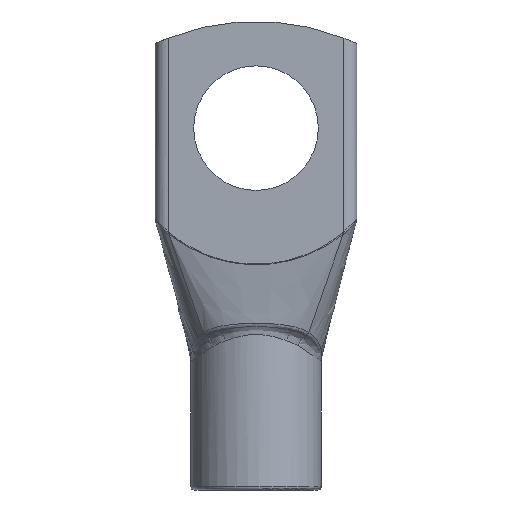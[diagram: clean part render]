
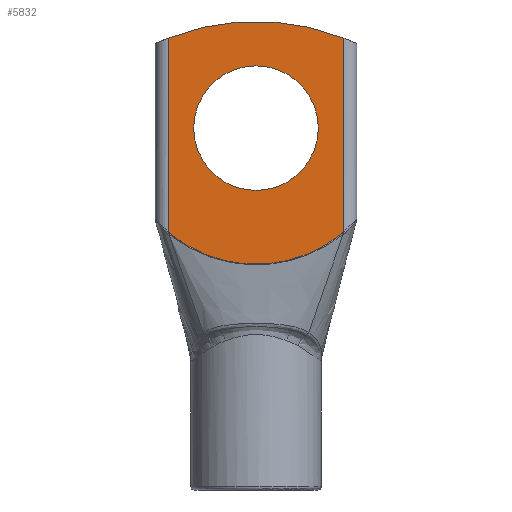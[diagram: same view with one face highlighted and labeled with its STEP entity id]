
A CAD part, front view. The second image highlights one B-rep face of the part: STEP entity #5832.
In plain terms, the highlighted planar face has unit normal (0, -1, 0).
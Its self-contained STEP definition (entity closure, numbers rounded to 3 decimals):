
#5444=CARTESIAN_POINT('',(-7.4,-6.5,21.808));
#5445=VERTEX_POINT('',#5444);
#5557=CARTESIAN_POINT('',(7.285,-6.5,21.678));
#5558=VERTEX_POINT('',#5557);
#5566=CARTESIAN_POINT('',(-7.285,-6.5,21.678));
#5567=VERTEX_POINT('',#5566);
#5568=CARTESIAN_POINT('',(7.285,-6.5,21.678));
#5569=CARTESIAN_POINT('',(7.214,-6.5,21.616));
#5570=CARTESIAN_POINT('',(7.07,-6.5,21.496));
#5571=CARTESIAN_POINT('',(6.776,-6.5,21.263));
#5572=CARTESIAN_POINT('',(6.243,-6.5,20.877));
#5573=CARTESIAN_POINT('',(5.124,-6.5,20.188));
#5574=CARTESIAN_POINT('',(3.368,-6.5,19.45));
#5575=CARTESIAN_POINT('',(1.152,-6.5,19.));
#5576=CARTESIAN_POINT('',(-1.144,-6.5,19.));
#5577=CARTESIAN_POINT('',(-3.36,-6.5,19.448));
#5578=CARTESIAN_POINT('',(-5.122,-6.5,20.187));
#5579=CARTESIAN_POINT('',(-6.243,-6.5,20.877));
#5580=CARTESIAN_POINT('',(-6.776,-6.5,21.263));
#5581=CARTESIAN_POINT('',(-7.07,-6.5,21.496));
#5582=CARTESIAN_POINT('',(-7.214,-6.5,21.616));
#5583=CARTESIAN_POINT('',(-7.285,-6.5,21.678));
#5584=B_SPLINE_CURVE_WITH_KNOTS('',3,(#5568,#5569,#5570,#5571,#5572,#5573,#5574,#5575,#5576,#5577,#5578,#5579,#5580,#5581,#5582,#5583),.UNSPECIFIED.,.F.,.U.,(4,1,1,1,1,1,1,1,1,1,1,1,1,4),(0.0,0.028,0.056,0.113,0.225,0.45,0.676,0.901,1.126,1.351,1.464,1.52,1.548,1.576),.UNSPECIFIED.);
#5585=EDGE_CURVE('',#5558,#5567,#5584,.T.);
#5644=CARTESIAN_POINT('',(-7.285,-6.5,21.678));
#5645=CARTESIAN_POINT('',(-7.297,-6.5,21.689));
#5646=CARTESIAN_POINT('',(-7.321,-6.5,21.712));
#5647=CARTESIAN_POINT('',(-7.359,-6.5,21.756));
#5648=CARTESIAN_POINT('',(-7.385,-6.5,21.789));
#5649=CARTESIAN_POINT('',(-7.4,-6.5,21.808));
#5650=B_SPLINE_CURVE_WITH_KNOTS('',3,(#5644,#5645,#5646,#5647,#5648,#5649),.UNSPECIFIED.,.F.,.U.,(4,1,1,4),(0.,0.005,0.01,0.017),.UNSPECIFIED.);
#5651=EDGE_CURVE('',#5567,#5445,#5650,.T.);
#5724=CARTESIAN_POINT('',(7.4,-6.5,21.809));
#5725=VERTEX_POINT('',#5724);
#5775=CARTESIAN_POINT('',(7.4,-6.5,21.809));
#5776=CARTESIAN_POINT('',(7.38,-6.5,21.782));
#5777=CARTESIAN_POINT('',(7.343,-6.5,21.737));
#5778=CARTESIAN_POINT('',(7.303,-6.5,21.694));
#5779=CARTESIAN_POINT('',(7.285,-6.5,21.678));
#5780=B_SPLINE_CURVE_WITH_KNOTS('',3,(#5775,#5776,#5777,#5778,#5779),.UNSPECIFIED.,.F.,.U.,(4,1,4),(0.,0.01,0.017),.UNSPECIFIED.);
#5781=EDGE_CURVE('',#5725,#5558,#5780,.T.);
#5788=CARTESIAN_POINT('',(8.5,-6.5,19.0));
#5789=DIRECTION('',(0.0,-1.0,0.0));
#5790=DIRECTION('',(0.0,0.0,-1.0));
#5791=AXIS2_PLACEMENT_3D('',#5788,#5789,#5790);
#5792=PLANE('',#5791);
#5793=ORIENTED_EDGE('',*,*,#5651,.F.);
#5794=ORIENTED_EDGE('',*,*,#5585,.F.);
#5795=ORIENTED_EDGE('',*,*,#5781,.F.);
#5796=CARTESIAN_POINT('',(7.4,-6.5,38.081));
#5797=VERTEX_POINT('',#5796);
#5798=CARTESIAN_POINT('',(7.4,-6.5,38.081));
#5799=DIRECTION('',(0.0,0.0,-1.0));
#5800=VECTOR('',#5799,16.272);
#5801=LINE('',#5798,#5800);
#5802=EDGE_CURVE('',#5797,#5725,#5801,.T.);
#5803=ORIENTED_EDGE('',*,*,#5802,.F.);
#5804=CARTESIAN_POINT('',(-7.4,-6.5,38.081));
#5805=VERTEX_POINT('',#5804);
#5806=CARTESIAN_POINT('',(0.,-6.5,19.5));
#5807=DIRECTION('',(0.,-1.0,0.));
#5808=DIRECTION('',(0.425,0.,-0.905));
#5809=AXIS2_PLACEMENT_3D('',#5806,#5807,#5808);
#5810=CIRCLE('',#5809,20.0);
#5811=EDGE_CURVE('',#5797,#5805,#5810,.T.);
#5812=ORIENTED_EDGE('',*,*,#5811,.T.);
#5813=CARTESIAN_POINT('',(-7.4,-6.5,21.808));
#5814=DIRECTION('',(0.0,0.0,1.0));
#5815=VECTOR('',#5814,16.272);
#5816=LINE('',#5813,#5815);
#5817=EDGE_CURVE('',#5445,#5805,#5816,.T.);
#5818=ORIENTED_EDGE('',*,*,#5817,.F.);
#5819=EDGE_LOOP('',(#5793,#5794,#5795,#5803,#5812,#5818));
#5820=FACE_OUTER_BOUND('',#5819,.T.);
#5821=CARTESIAN_POINT('',(5.25,-6.5,30.5));
#5822=VERTEX_POINT('',#5821);
#5823=CARTESIAN_POINT('',(0.,-6.5,30.5));
#5824=DIRECTION('',(0.0,1.0,0.0));
#5825=DIRECTION('',(-1.0,0.0,0.0));
#5826=AXIS2_PLACEMENT_3D('',#5823,#5824,#5825);
#5827=CIRCLE('',#5826,5.25);
#5828=EDGE_CURVE('',#5822,#5822,#5827,.T.);
#5829=ORIENTED_EDGE('',*,*,#5828,.T.);
#5830=EDGE_LOOP('',(#5829));
#5831=FACE_BOUND('',#5830,.T.);
#5832=ADVANCED_FACE('',(#5820,#5831),#5792,.T.);
